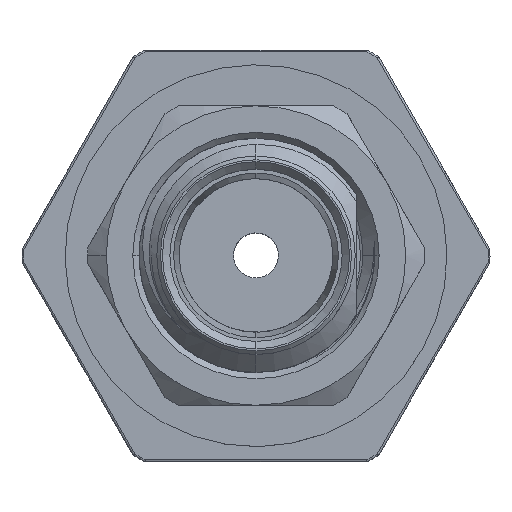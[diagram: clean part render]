
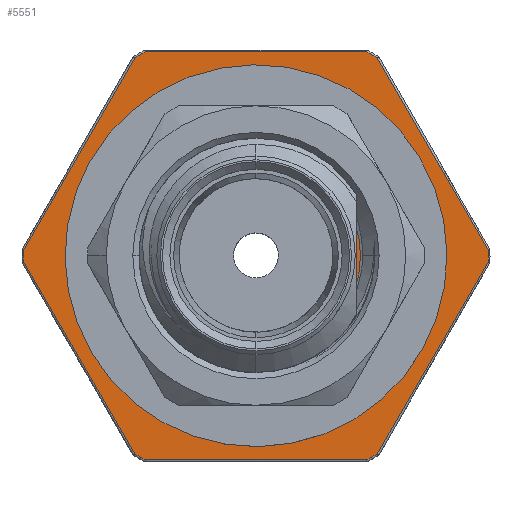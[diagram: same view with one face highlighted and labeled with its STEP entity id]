
A CAD part, top view. The second image highlights one B-rep face of the part: STEP entity #5551.
In plain terms, the highlighted planar face has unit normal (0, 0, 1).
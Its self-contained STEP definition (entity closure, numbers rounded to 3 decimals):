
#96 = EDGE_CURVE ( 'NONE', #8342, #9347, #13739, .T. ) ;
#224 = CARTESIAN_POINT ( 'NONE',  ( -6.198, 0.165, 7.9 ) ) ;
#572 = VECTOR ( 'NONE', #14299, 1000. ) ;
#597 = EDGE_CURVE ( 'NONE', #9347, #8967, #3370, .T. ) ;
#622 = ORIENTED_EDGE ( 'NONE', *, *, #3654, .T. ) ;
#657 = VERTEX_POINT ( 'NONE', #13219 ) ;
#701 = CARTESIAN_POINT ( 'NONE',  ( 2.956, -5.45, 7.9 ) ) ;
#748 = DIRECTION ( 'NONE',  ( 0., 0., 1. ) ) ;
#784 = AXIS2_PLACEMENT_3D ( 'NONE', #10561, #4028, #3877 ) ;
#922 = ORIENTED_EDGE ( 'NONE', *, *, #2533, .T. ) ;
#956 = DIRECTION ( 'NONE',  ( 0., -1., 0. ) ) ;
#1251 = ORIENTED_EDGE ( 'NONE', *, *, #7219, .T. ) ;
#1423 = CARTESIAN_POINT ( 'NONE',  ( 3.242, 5.285, 7.9 ) ) ;
#1483 = AXIS2_PLACEMENT_3D ( 'NONE', #6401, #6096, #8617 ) ;
#1686 = LINE ( 'NONE', #14076, #572 ) ;
#1720 = CARTESIAN_POINT ( 'NONE',  ( -2.956, 5.45, 7.9 ) ) ;
#1823 = VERTEX_POINT ( 'NONE', #13483 ) ;
#1910 = ORIENTED_EDGE ( 'NONE', *, *, #9653, .T. ) ;
#1962 = EDGE_CURVE ( 'NONE', #9426, #5527, #11678, .T. ) ;
#2229 = DIRECTION ( 'NONE',  ( 0., -1., 0. ) ) ;
#2248 = DIRECTION ( 'NONE',  ( -0.5, 0.866, 0. ) ) ;
#2447 = CIRCLE ( 'NONE', #9086, 6.2 ) ;
#2533 = EDGE_CURVE ( 'NONE', #5527, #3949, #8278, .T. ) ;
#2794 = ORIENTED_EDGE ( 'NONE', *, *, #1962, .T. ) ;
#2824 = CARTESIAN_POINT ( 'NONE',  ( 0., 5.45, 7.9 ) ) ;
#3044 = ORIENTED_EDGE ( 'NONE', *, *, #6456, .T. ) ;
#3172 = FACE_OUTER_BOUND ( 'NONE', #10573, .T. ) ;
#3370 = CIRCLE ( 'NONE', #10981, 6.2 ) ;
#3386 = CIRCLE ( 'NONE', #784, 2.65 ) ;
#3488 = CARTESIAN_POINT ( 'NONE',  ( 2.956, 5.45, 7.9 ) ) ;
#3653 = AXIS2_PLACEMENT_3D ( 'NONE', #12779, #9302, #8194 ) ;
#3654 = EDGE_CURVE ( 'NONE', #1823, #7353, #6039, .T. ) ;
#3760 = EDGE_CURVE ( 'NONE', #4509, #8342, #11710, .T. ) ;
#3877 = DIRECTION ( 'NONE',  ( 0., 1., 0. ) ) ;
#3949 = VERTEX_POINT ( 'NONE', #224 ) ;
#4028 = DIRECTION ( 'NONE',  ( 0., 0., -1. ) ) ;
#4241 = CARTESIAN_POINT ( 'NONE',  ( -5.867, -0.737, 7.9 ) ) ;
#4250 = LINE ( 'NONE', #8778, #14045 ) ;
#4509 = VERTEX_POINT ( 'NONE', #14139 ) ;
#4620 = AXIS2_PLACEMENT_3D ( 'NONE', #13474, #8812, #12065 ) ;
#4705 = DIRECTION ( 'NONE',  ( 0., -1., 0. ) ) ;
#4723 = DIRECTION ( 'NONE',  ( -0.5, -0.866, 0. ) ) ;
#4729 = VERTEX_POINT ( 'NONE', #8394 ) ;
#4753 = ORIENTED_EDGE ( 'NONE', *, *, #9826, .T. ) ;
#5323 = VERTEX_POINT ( 'NONE', #13035 ) ;
#5417 = CARTESIAN_POINT ( 'NONE',  ( -3.242, 5.285, 7.9 ) ) ;
#5527 = VERTEX_POINT ( 'NONE', #5417 ) ;
#5531 = VECTOR ( 'NONE', #2248, 1000. ) ;
#5551 = ADVANCED_FACE ( 'NONE', ( #3172, #8733 ), #7623, .T. ) ;
#5913 = CARTESIAN_POINT ( 'NONE',  ( -3.572, 4.713, 7.9 ) ) ;
#6039 = CIRCLE ( 'NONE', #14335, 6.2 ) ;
#6065 = VERTEX_POINT ( 'NONE', #10098 ) ;
#6096 = DIRECTION ( 'NONE',  ( 0., 0., 1. ) ) ;
#6176 = DIRECTION ( 'NONE',  ( -1., 0., 0. ) ) ;
#6401 = CARTESIAN_POINT ( 'NONE',  ( 0., 0., 7.9 ) ) ;
#6456 = EDGE_CURVE ( 'NONE', #4729, #1823, #9873, .T. ) ;
#6457 = CIRCLE ( 'NONE', #1483, 6.2 ) ;
#6524 = DIRECTION ( 'NONE',  ( 0., 0., -1. ) ) ;
#6597 = CARTESIAN_POINT ( 'NONE',  ( 0., 0., 7.9 ) ) ;
#6603 = DIRECTION ( 'NONE',  ( 0., -1., 0. ) ) ;
#6746 = CARTESIAN_POINT ( 'NONE',  ( -2.956, -5.45, 7.9 ) ) ;
#7032 = VERTEX_POINT ( 'NONE', #701 ) ;
#7151 = EDGE_CURVE ( 'NONE', #3949, #4729, #6457, .T. ) ;
#7170 = CIRCLE ( 'NONE', #12851, 2.65 ) ;
#7219 = EDGE_CURVE ( 'NONE', #8967, #9426, #10694, .T. ) ;
#7353 = VERTEX_POINT ( 'NONE', #6746 ) ;
#7623 = PLANE ( 'NONE',  #4620 ) ;
#7679 = AXIS2_PLACEMENT_3D ( 'NONE', #6597, #14604, #956 ) ;
#7908 = ORIENTED_EDGE ( 'NONE', *, *, #96, .T. ) ;
#7923 = ORIENTED_EDGE ( 'NONE', *, *, #7151, .T. ) ;
#7947 = CARTESIAN_POINT ( 'NONE',  ( 6.198, 0.165, 7.9 ) ) ;
#7995 = ORIENTED_EDGE ( 'NONE', *, *, #9929, .T. ) ;
#8194 = DIRECTION ( 'NONE',  ( 0., -1., 0. ) ) ;
#8278 = LINE ( 'NONE', #5913, #10042 ) ;
#8342 = VERTEX_POINT ( 'NONE', #7947 ) ;
#8394 = CARTESIAN_POINT ( 'NONE',  ( -6.198, -0.165, 7.9 ) ) ;
#8594 = CARTESIAN_POINT ( 'NONE',  ( 0., 0., 7.9 ) ) ;
#8617 = DIRECTION ( 'NONE',  ( 0., -1., 0. ) ) ;
#8660 = ORIENTED_EDGE ( 'NONE', *, *, #12176, .T. ) ;
#8686 = CARTESIAN_POINT ( 'NONE',  ( 0., 0., 7.9 ) ) ;
#8733 = FACE_BOUND ( 'NONE', #10896, .T. ) ;
#8778 = CARTESIAN_POINT ( 'NONE',  ( 0., -5.45, 7.9 ) ) ;
#8812 = DIRECTION ( 'NONE',  ( 0., 0., 1. ) ) ;
#8967 = VERTEX_POINT ( 'NONE', #3488 ) ;
#9083 = CARTESIAN_POINT ( 'NONE',  ( 0., 0., 7.9 ) ) ;
#9086 = AXIS2_PLACEMENT_3D ( 'NONE', #8686, #748, #6603 ) ;
#9302 = DIRECTION ( 'NONE',  ( 0., 0., 1. ) ) ;
#9347 = VERTEX_POINT ( 'NONE', #1423 ) ;
#9426 = VERTEX_POINT ( 'NONE', #1720 ) ;
#9653 = EDGE_CURVE ( 'NONE', #6065, #5323, #7170, .T. ) ;
#9826 = EDGE_CURVE ( 'NONE', #5323, #6065, #3386, .T. ) ;
#9873 = LINE ( 'NONE', #4241, #13088 ) ;
#9929 = EDGE_CURVE ( 'NONE', #7353, #7032, #4250, .T. ) ;
#10042 = VECTOR ( 'NONE', #4723, 1000. ) ;
#10098 = CARTESIAN_POINT ( 'NONE',  ( 0., 2.65, 7.9 ) ) ;
#10561 = CARTESIAN_POINT ( 'NONE',  ( 0., 0., 7.9 ) ) ;
#10573 = EDGE_LOOP ( 'NONE', ( #14302, #7908, #13780, #1251, #2794, #922, #7923, #3044, #622, #7995, #14398, #8660 ) ) ;
#10694 = LINE ( 'NONE', #2824, #10953 ) ;
#10790 = EDGE_CURVE ( 'NONE', #7032, #657, #2447, .T. ) ;
#10896 = EDGE_LOOP ( 'NONE', ( #1910, #4753 ) ) ;
#10953 = VECTOR ( 'NONE', #6176, 1000. ) ;
#10977 = DIRECTION ( 'NONE',  ( 0., 1., 0. ) ) ;
#10981 = AXIS2_PLACEMENT_3D ( 'NONE', #13577, #11491, #2229 ) ;
#11070 = DIRECTION ( 'NONE',  ( 0.5, -0.866, 0. ) ) ;
#11238 = DIRECTION ( 'NONE',  ( 0., 0., 1. ) ) ;
#11491 = DIRECTION ( 'NONE',  ( 0., 0., 1. ) ) ;
#11678 = CIRCLE ( 'NONE', #7679, 6.2 ) ;
#11710 = CIRCLE ( 'NONE', #3653, 6.2 ) ;
#12065 = DIRECTION ( 'NONE',  ( 0., -1., 0. ) ) ;
#12176 = EDGE_CURVE ( 'NONE', #657, #4509, #1686, .T. ) ;
#12310 = DIRECTION ( 'NONE',  ( 1., 0., 0. ) ) ;
#12779 = CARTESIAN_POINT ( 'NONE',  ( 0., 0., 7.9 ) ) ;
#12851 = AXIS2_PLACEMENT_3D ( 'NONE', #8594, #6524, #10977 ) ;
#13035 = CARTESIAN_POINT ( 'NONE',  ( 0., -2.65, 7.9 ) ) ;
#13088 = VECTOR ( 'NONE', #11070, 1000. ) ;
#13219 = CARTESIAN_POINT ( 'NONE',  ( 3.242, -5.285, 7.9 ) ) ;
#13474 = CARTESIAN_POINT ( 'NONE',  ( 0., 2.65, 7.9 ) ) ;
#13483 = CARTESIAN_POINT ( 'NONE',  ( -3.242, -5.285, 7.9 ) ) ;
#13577 = CARTESIAN_POINT ( 'NONE',  ( 0., 0., 7.9 ) ) ;
#13739 = LINE ( 'NONE', #13892, #5531 ) ;
#13780 = ORIENTED_EDGE ( 'NONE', *, *, #597, .T. ) ;
#13892 = CARTESIAN_POINT ( 'NONE',  ( 3.572, 4.712, 7.9 ) ) ;
#14045 = VECTOR ( 'NONE', #12310, 1000. ) ;
#14076 = CARTESIAN_POINT ( 'NONE',  ( 5.867, -0.738, 7.9 ) ) ;
#14139 = CARTESIAN_POINT ( 'NONE',  ( 6.198, -0.165, 7.9 ) ) ;
#14299 = DIRECTION ( 'NONE',  ( 0.5, 0.866, 0. ) ) ;
#14302 = ORIENTED_EDGE ( 'NONE', *, *, #3760, .T. ) ;
#14335 = AXIS2_PLACEMENT_3D ( 'NONE', #9083, #11238, #4705 ) ;
#14398 = ORIENTED_EDGE ( 'NONE', *, *, #10790, .T. ) ;
#14604 = DIRECTION ( 'NONE',  ( 0., 0., 1. ) ) ;
